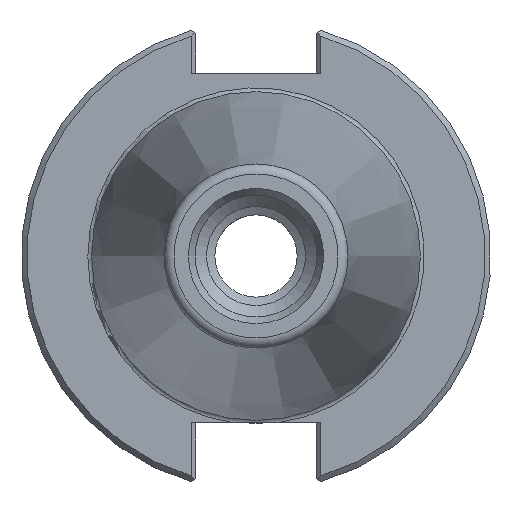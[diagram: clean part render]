
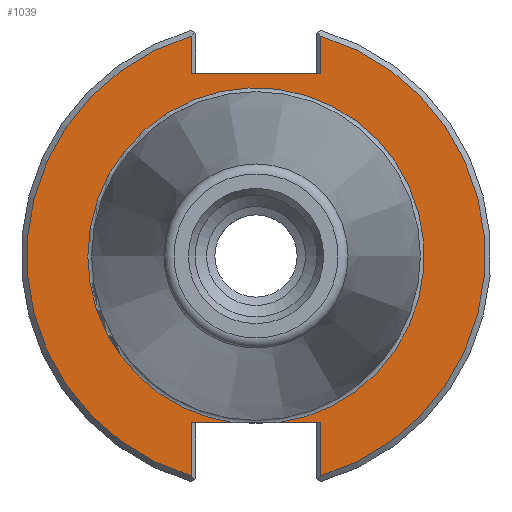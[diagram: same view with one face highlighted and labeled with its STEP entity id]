
A CAD part, left-side view. The second image highlights one B-rep face of the part: STEP entity #1039.
In plain terms, the highlighted planar face has unit normal (-1, 0, 0).
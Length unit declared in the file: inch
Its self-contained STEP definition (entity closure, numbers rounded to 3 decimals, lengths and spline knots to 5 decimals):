
#569=CARTESIAN_POINT('',(0.125,0.345,0.972));
#570=VERTEX_POINT('',#569);
#577=CARTESIAN_POINT('',(0.125,-0.345,0.972));
#578=VERTEX_POINT('',#577);
#579=CARTESIAN_POINT('',(0.125,0.345,0.972));
#580=DIRECTION('',(0.0,-1.0,0.0));
#581=VECTOR('',#580,0.69);
#582=LINE('',#579,#581);
#583=EDGE_CURVE('',#570,#578,#582,.T.);
#929=CARTESIAN_POINT('',(0.125,-0.11172,-0.888));
#930=VERTEX_POINT('',#929);
#931=CARTESIAN_POINT('',(0.125,0.11172,-0.888));
#932=VERTEX_POINT('',#931);
#947=CARTESIAN_POINT('',(0.125,0.0,0.0));
#948=DIRECTION('',(-1.0,0.0,0.0));
#949=DIRECTION('',(0.0,-1.0,0.0));
#950=AXIS2_PLACEMENT_3D('',#947,#948,#949);
#951=CIRCLE('',#950,0.895);
#952=EDGE_CURVE('',#930,#932,#951,.T.);
#968=CARTESIAN_POINT('',(0.125,1.0625,0.0));
#969=DIRECTION('',(-1.0,0.0,0.0));
#970=DIRECTION('',(0.0,0.0,1.0));
#971=AXIS2_PLACEMENT_3D('',#968,#969,#970);
#972=PLANE('',#971);
#973=ORIENTED_EDGE('',*,*,#952,.F.);
#974=CARTESIAN_POINT('',(0.125,-0.345,-0.888));
#975=VERTEX_POINT('',#974);
#976=CARTESIAN_POINT('',(0.125,-0.345,-0.888));
#977=DIRECTION('',(0.0,1.0,0.0));
#978=VECTOR('',#977,0.23328);
#979=LINE('',#976,#978);
#980=EDGE_CURVE('',#975,#930,#979,.T.);
#981=ORIENTED_EDGE('',*,*,#980,.F.);
#982=CARTESIAN_POINT('',(0.125,-0.345,-1.1702));
#983=VERTEX_POINT('',#982);
#984=CARTESIAN_POINT('',(0.125,-0.345,-1.1702));
#985=DIRECTION('',(0.0,0.0,1.0));
#986=VECTOR('',#985,0.2822);
#987=LINE('',#984,#986);
#988=EDGE_CURVE('',#983,#975,#987,.T.);
#989=ORIENTED_EDGE('',*,*,#988,.F.);
#990=CARTESIAN_POINT('',(0.125,-0.345,1.1702));
#991=VERTEX_POINT('',#990);
#992=CARTESIAN_POINT('',(0.125,0.0,0.0));
#993=DIRECTION('',(1.0,0.0,0.0));
#994=DIRECTION('',(0.0,-1.0,0.0));
#995=AXIS2_PLACEMENT_3D('',#992,#993,#994);
#996=CIRCLE('',#995,1.22);
#997=EDGE_CURVE('',#991,#983,#996,.T.);
#998=ORIENTED_EDGE('',*,*,#997,.F.);
#999=CARTESIAN_POINT('',(0.125,-0.345,0.972));
#1000=DIRECTION('',(0.0,0.0,1.0));
#1001=VECTOR('',#1000,0.1982);
#1002=LINE('',#999,#1001);
#1003=EDGE_CURVE('',#578,#991,#1002,.T.);
#1004=ORIENTED_EDGE('',*,*,#1003,.F.);
#1005=ORIENTED_EDGE('',*,*,#583,.F.);
#1006=CARTESIAN_POINT('',(0.125,0.345,1.1702));
#1007=VERTEX_POINT('',#1006);
#1008=CARTESIAN_POINT('',(0.125,0.345,1.1702));
#1009=DIRECTION('',(0.0,0.0,-1.0));
#1010=VECTOR('',#1009,0.1982);
#1011=LINE('',#1008,#1010);
#1012=EDGE_CURVE('',#1007,#570,#1011,.T.);
#1013=ORIENTED_EDGE('',*,*,#1012,.F.);
#1014=CARTESIAN_POINT('',(0.125,0.345,-1.1702));
#1015=VERTEX_POINT('',#1014);
#1016=CARTESIAN_POINT('',(0.125,0.0,0.0));
#1017=DIRECTION('',(1.0,0.0,0.0));
#1018=DIRECTION('',(0.0,1.0,0.0));
#1019=AXIS2_PLACEMENT_3D('',#1016,#1017,#1018);
#1020=CIRCLE('',#1019,1.22);
#1021=EDGE_CURVE('',#1015,#1007,#1020,.T.);
#1022=ORIENTED_EDGE('',*,*,#1021,.F.);
#1023=CARTESIAN_POINT('',(0.125,0.345,-0.888));
#1024=VERTEX_POINT('',#1023);
#1025=CARTESIAN_POINT('',(0.125,0.345,-0.888));
#1026=DIRECTION('',(0.0,0.0,-1.0));
#1027=VECTOR('',#1026,0.2822);
#1028=LINE('',#1025,#1027);
#1029=EDGE_CURVE('',#1024,#1015,#1028,.T.);
#1030=ORIENTED_EDGE('',*,*,#1029,.F.);
#1031=CARTESIAN_POINT('',(0.125,0.11172,-0.888));
#1032=DIRECTION('',(0.0,1.0,0.0));
#1033=VECTOR('',#1032,0.23328);
#1034=LINE('',#1031,#1033);
#1035=EDGE_CURVE('',#932,#1024,#1034,.T.);
#1036=ORIENTED_EDGE('',*,*,#1035,.F.);
#1037=EDGE_LOOP('',(#973,#981,#989,#998,#1004,#1005,#1013,#1022,#1030,#1036));
#1038=FACE_OUTER_BOUND('',#1037,.T.);
#1039=ADVANCED_FACE('',(#1038),#972,.T.);
